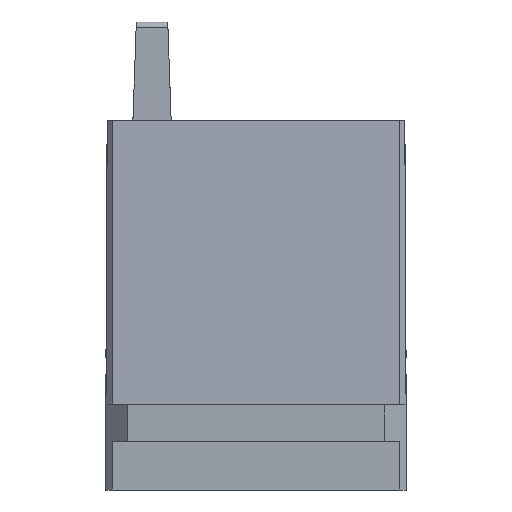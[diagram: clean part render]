
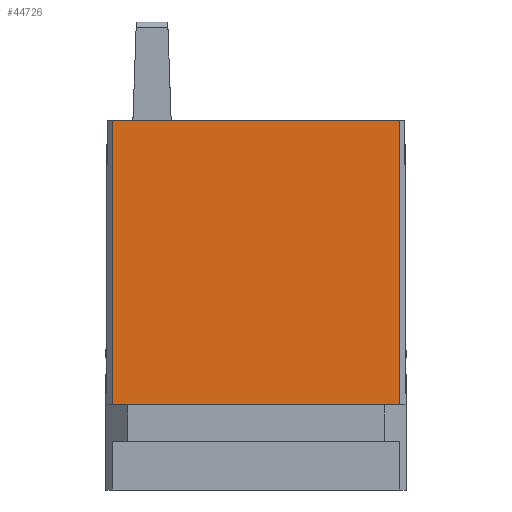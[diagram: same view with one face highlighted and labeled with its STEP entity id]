
A CAD part, front view. The second image highlights one B-rep face of the part: STEP entity #44726.
In plain terms, the highlighted planar face has unit normal (0, -1, 0.004).
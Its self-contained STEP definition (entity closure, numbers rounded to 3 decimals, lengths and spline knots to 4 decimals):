
#3786=DIRECTION('',(1.,0.,0.));
#3787=VECTOR('',#3786,0.7362);
#3788=CARTESIAN_POINT('',(-0.3681,-0.5818,0.95));
#3789=LINE('',#3788,#3787);
#4516=DIRECTION('',(1.,0.,0.));
#4517=VECTOR('',#4516,0.7388);
#4518=CARTESIAN_POINT('',(-0.3694,-0.585,0.219));
#4519=LINE('',#4518,#4517);
#4556=DIRECTION('',(-0.002,0.004,1.));
#4557=VECTOR('',#4556,0.731);
#4558=CARTESIAN_POINT('',(0.3694,-0.585,0.219));
#4559=LINE('',#4558,#4557);
#4560=DIRECTION('',(0.002,0.004,1.));
#4561=VECTOR('',#4560,0.731);
#4562=CARTESIAN_POINT('',(-0.3694,-0.585,0.219));
#4563=LINE('',#4562,#4561);
#40861=CARTESIAN_POINT('',(-0.3681,-0.5818,0.95));
#40862=CARTESIAN_POINT('',(0.3681,-0.5818,0.95));
#40863=VERTEX_POINT('',#40861);
#40864=VERTEX_POINT('',#40862);
#40865=CARTESIAN_POINT('',(-0.3694,-0.585,0.219));
#40866=CARTESIAN_POINT('',(0.3694,-0.585,0.219));
#40867=VERTEX_POINT('',#40865);
#40868=VERTEX_POINT('',#40866);
#44714=CARTESIAN_POINT('',(-0.3694,-0.585,0.219));
#44715=DIRECTION('',(0.,-1.,0.004));
#44716=DIRECTION('',(1.,0.,0.));
#44717=AXIS2_PLACEMENT_3D('',#44714,#44715,#44716);
#44718=PLANE('',#44717);
#44719=ORIENTED_EDGE('',*,*,#44069,.T.);
#44720=ORIENTED_EDGE('',*,*,#44709,.F.);
#44721=ORIENTED_EDGE('',*,*,#44647,.F.);
#44723=ORIENTED_EDGE('',*,*,#44722,.T.);
#44724=EDGE_LOOP('',(#44719,#44720,#44721,#44723));
#44725=FACE_OUTER_BOUND('',#44724,.F.);
#44069=EDGE_CURVE('',#40863,#40864,#3789,.T.);
#44647=EDGE_CURVE('',#40867,#40868,#4519,.T.);
#44709=EDGE_CURVE('',#40868,#40864,#4559,.T.);
#44722=EDGE_CURVE('',#40867,#40863,#4563,.T.);
#44726=ADVANCED_FACE('',(#44725),#44718,.T.);
